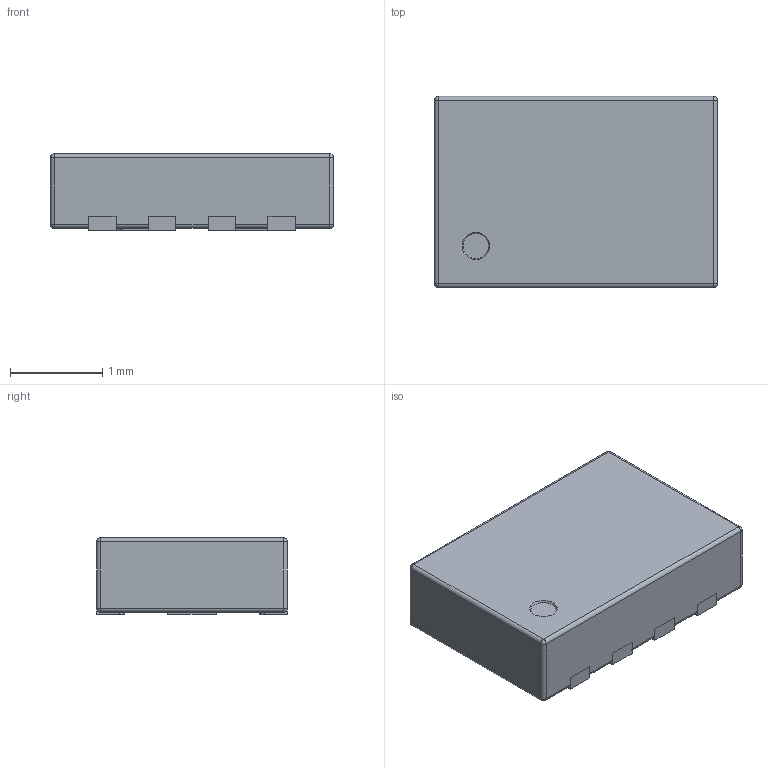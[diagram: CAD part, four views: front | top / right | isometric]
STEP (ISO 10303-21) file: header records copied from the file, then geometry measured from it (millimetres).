
FILE_DESCRIPTION(('STEP AP214'), '1');
FILE_NAME('Diod_W-DFN3020-8-B', '2020-02-26T15:39:59', ('AF'), (''), 'UNSPECIFIED', 'UNSPECIFIED', '');
FILE_SCHEMA(('AUTOMOTIVE_DESIGN { 1 0 10303 214 3 1 1}'));
Length unit declared in the file: millimetre
Bounding box: 3.08 x 2.08 x 0.83 mm (x, y, z)
Volume: 5.2 mm3; surface area: 27.7 mm2
Topology: 11 solids, 11 shells, 174 faces, 473 edges, 326 vertices
Faces by surface type: plane 111, cylinder 54, sphere 8, cone 1
Entity records: 6872 total; most frequent: DIRECTION 925, CARTESIAN_POINT 913, ORIENTED_EDGE 844, EDGE_CURVE 422, LINE 353, VECTOR 353, AXIS2_PLACEMENT_3D 286, VERTEX_POINT 274
